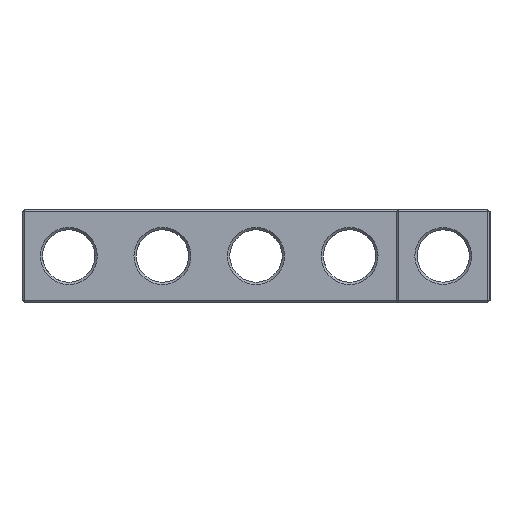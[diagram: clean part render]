
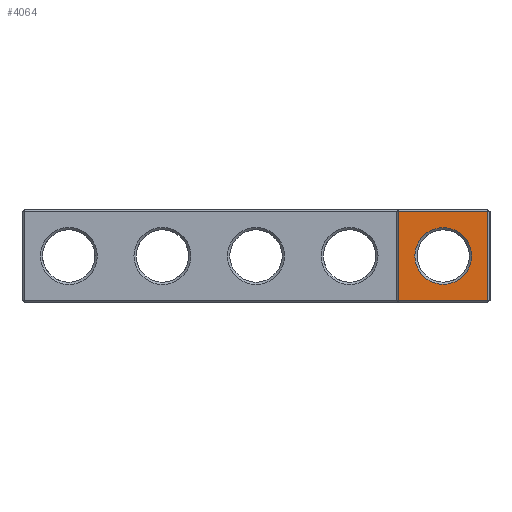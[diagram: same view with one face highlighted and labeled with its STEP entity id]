
A CAD part, left-side view. The second image highlights one B-rep face of the part: STEP entity #4064.
In plain terms, the highlighted planar face has unit normal (-1, 0, 0).
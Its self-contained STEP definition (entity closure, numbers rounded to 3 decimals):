
#326 = PLANE('',#327);
#327 = AXIS2_PLACEMENT_3D('',#328,#329,#330);
#328 = CARTESIAN_POINT('',(-81.1,6.1,0.));
#329 = DIRECTION('',(0.707,-0.707,0.)
  );
#330 = DIRECTION('',(0.,0.,-1.));
#1120 = VERTEX_POINT('',#1121);
#1121 = CARTESIAN_POINT('',(-81.25,5.95,0.3));
#1142 = EDGE_CURVE('',#1120,#1143,#1145,.T.);
#1143 = VERTEX_POINT('',#1144);
#1144 = CARTESIAN_POINT('',(-81.25,5.95,12.2));
#1145 = SURFACE_CURVE('',#1146,(#1150,#1157),.PCURVE_S1.);
#1146 = LINE('',#1147,#1148);
#1147 = CARTESIAN_POINT('',(-81.25,5.95,0.));
#1148 = VECTOR('',#1149,1.);
#1149 = DIRECTION('',(0.,0.,1.));
#1150 = PCURVE('',#326,#1151);
#1151 = DEFINITIONAL_REPRESENTATION('',(#1152),#1156);
#1152 = LINE('',#1153,#1154);
#1153 = CARTESIAN_POINT('',(0.,-0.212));
#1154 = VECTOR('',#1155,1.);
#1155 = DIRECTION('',(-1.,0.));
#1156 = ( GEOMETRIC_REPRESENTATION_CONTEXT(2) 
PARAMETRIC_REPRESENTATION_CONTEXT() REPRESENTATION_CONTEXT('2D SPACE',''
  ) );
#1157 = PCURVE('',#1158,#1163);
#1158 = PLANE('',#1159);
#1159 = AXIS2_PLACEMENT_3D('',#1160,#1161,#1162);
#1160 = CARTESIAN_POINT('',(-81.25,6.25,0.));
#1161 = DIRECTION('',(1.,0.,0.));
#1162 = DIRECTION('',(0.,-1.,0.));
#1163 = DEFINITIONAL_REPRESENTATION('',(#1164),#1168);
#1164 = LINE('',#1165,#1166);
#1165 = CARTESIAN_POINT('',(0.3,0.));
#1166 = VECTOR('',#1167,1.);
#1167 = DIRECTION('',(0.,-1.));
#1168 = ( GEOMETRIC_REPRESENTATION_CONTEXT(2) 
PARAMETRIC_REPRESENTATION_CONTEXT() REPRESENTATION_CONTEXT('2D SPACE',''
  ) );
#1569 = PLANE('',#1570);
#1570 = AXIS2_PLACEMENT_3D('',#1571,#1572,#1573);
#1571 = CARTESIAN_POINT('',(-81.1,6.25,0.15));
#1572 = DIRECTION('',(0.707,0.,0.707)
  );
#1573 = DIRECTION('',(0.,-1.,0.));
#2321 = PLANE('',#2322);
#2322 = AXIS2_PLACEMENT_3D('',#2323,#2324,#2325);
#2323 = CARTESIAN_POINT('',(-81.1,6.25,12.35));
#2324 = DIRECTION('',(-0.707,0.,0.707
    ));
#2325 = DIRECTION('',(0.,-1.,0.));
#4064 = ADVANCED_FACE('',(#4065,#4140),#1158,.F.);
#4065 = FACE_BOUND('',#4066,.F.);
#4066 = EDGE_LOOP('',(#4067,#4097,#4118,#4119));
#4067 = ORIENTED_EDGE('',*,*,#4068,.F.);
#4068 = EDGE_CURVE('',#4069,#4071,#4073,.T.);
#4069 = VERTEX_POINT('',#4070);
#4070 = CARTESIAN_POINT('',(-81.25,-5.95,0.3));
#4071 = VERTEX_POINT('',#4072);
#4072 = CARTESIAN_POINT('',(-81.25,-5.95,12.2));
#4073 = SURFACE_CURVE('',#4074,(#4078,#4085),.PCURVE_S1.);
#4074 = LINE('',#4075,#4076);
#4075 = CARTESIAN_POINT('',(-81.25,-5.95,0.));
#4076 = VECTOR('',#4077,1.);
#4077 = DIRECTION('',(0.,0.,1.));
#4078 = PCURVE('',#1158,#4079);
#4079 = DEFINITIONAL_REPRESENTATION('',(#4080),#4084);
#4080 = LINE('',#4081,#4082);
#4081 = CARTESIAN_POINT('',(12.2,0.));
#4082 = VECTOR('',#4083,1.);
#4083 = DIRECTION('',(0.,-1.));
#4084 = ( GEOMETRIC_REPRESENTATION_CONTEXT(2) 
PARAMETRIC_REPRESENTATION_CONTEXT() REPRESENTATION_CONTEXT('2D SPACE',''
  ) );
#4085 = PCURVE('',#4086,#4091);
#4086 = PLANE('',#4087);
#4087 = AXIS2_PLACEMENT_3D('',#4088,#4089,#4090);
#4088 = CARTESIAN_POINT('',(-81.1,-6.1,0.));
#4089 = DIRECTION('',(-0.707,-0.707,0.
    ));
#4090 = DIRECTION('',(0.,0.,1.));
#4091 = DEFINITIONAL_REPRESENTATION('',(#4092),#4096);
#4092 = LINE('',#4093,#4094);
#4093 = CARTESIAN_POINT('',(0.,0.212));
#4094 = VECTOR('',#4095,1.);
#4095 = DIRECTION('',(1.,0.));
#4096 = ( GEOMETRIC_REPRESENTATION_CONTEXT(2) 
PARAMETRIC_REPRESENTATION_CONTEXT() REPRESENTATION_CONTEXT('2D SPACE',''
  ) );
#4097 = ORIENTED_EDGE('',*,*,#4098,.F.);
#4098 = EDGE_CURVE('',#1120,#4069,#4099,.T.);
#4099 = SURFACE_CURVE('',#4100,(#4104,#4111),.PCURVE_S1.);
#4100 = LINE('',#4101,#4102);
#4101 = CARTESIAN_POINT('',(-81.25,6.25,0.3));
#4102 = VECTOR('',#4103,1.);
#4103 = DIRECTION('',(0.,-1.,0.));
#4104 = PCURVE('',#1158,#4105);
#4105 = DEFINITIONAL_REPRESENTATION('',(#4106),#4110);
#4106 = LINE('',#4107,#4108);
#4107 = CARTESIAN_POINT('',(0.,-0.3));
#4108 = VECTOR('',#4109,1.);
#4109 = DIRECTION('',(1.,0.));
#4110 = ( GEOMETRIC_REPRESENTATION_CONTEXT(2) 
PARAMETRIC_REPRESENTATION_CONTEXT() REPRESENTATION_CONTEXT('2D SPACE',''
  ) );
#4111 = PCURVE('',#1569,#4112);
#4112 = DEFINITIONAL_REPRESENTATION('',(#4113),#4117);
#4113 = LINE('',#4114,#4115);
#4114 = CARTESIAN_POINT('',(0.,-0.212));
#4115 = VECTOR('',#4116,1.);
#4116 = DIRECTION('',(1.,0.));
#4117 = ( GEOMETRIC_REPRESENTATION_CONTEXT(2) 
PARAMETRIC_REPRESENTATION_CONTEXT() REPRESENTATION_CONTEXT('2D SPACE',''
  ) );
#4118 = ORIENTED_EDGE('',*,*,#1142,.T.);
#4119 = ORIENTED_EDGE('',*,*,#4120,.T.);
#4120 = EDGE_CURVE('',#1143,#4071,#4121,.T.);
#4121 = SURFACE_CURVE('',#4122,(#4126,#4133),.PCURVE_S1.);
#4122 = LINE('',#4123,#4124);
#4123 = CARTESIAN_POINT('',(-81.25,6.25,12.2));
#4124 = VECTOR('',#4125,1.);
#4125 = DIRECTION('',(0.,-1.,0.));
#4126 = PCURVE('',#1158,#4127);
#4127 = DEFINITIONAL_REPRESENTATION('',(#4128),#4132);
#4128 = LINE('',#4129,#4130);
#4129 = CARTESIAN_POINT('',(0.,-12.2));
#4130 = VECTOR('',#4131,1.);
#4131 = DIRECTION('',(1.,0.));
#4132 = ( GEOMETRIC_REPRESENTATION_CONTEXT(2) 
PARAMETRIC_REPRESENTATION_CONTEXT() REPRESENTATION_CONTEXT('2D SPACE',''
  ) );
#4133 = PCURVE('',#2321,#4134);
#4134 = DEFINITIONAL_REPRESENTATION('',(#4135),#4139);
#4135 = LINE('',#4136,#4137);
#4136 = CARTESIAN_POINT('',(0.,-0.212));
#4137 = VECTOR('',#4138,1.);
#4138 = DIRECTION('',(1.,0.));
#4139 = ( GEOMETRIC_REPRESENTATION_CONTEXT(2) 
PARAMETRIC_REPRESENTATION_CONTEXT() REPRESENTATION_CONTEXT('2D SPACE',''
  ) );
#4140 = FACE_BOUND('',#4141,.F.);
#4141 = EDGE_LOOP('',(#4142));
#4142 = ORIENTED_EDGE('',*,*,#4143,.T.);
#4143 = EDGE_CURVE('',#4144,#4144,#4146,.T.);
#4144 = VERTEX_POINT('',#4145);
#4145 = CARTESIAN_POINT('',(-81.25,0.,10.04));
#4146 = SURFACE_CURVE('',#4147,(#4152,#4163),.PCURVE_S1.);
#4147 = CIRCLE('',#4148,3.79);
#4148 = AXIS2_PLACEMENT_3D('',#4149,#4150,#4151);
#4149 = CARTESIAN_POINT('',(-81.25,0.,6.25));
#4150 = DIRECTION('',(-1.,0.,0.));
#4151 = DIRECTION('',(0.,0.,1.));
#4152 = PCURVE('',#1158,#4153);
#4153 = DEFINITIONAL_REPRESENTATION('',(#4154),#4162);
#4154 = ( BOUNDED_CURVE() B_SPLINE_CURVE(2,(#4155,#4156,#4157,#4158,
#4159,#4160,#4161),.UNSPECIFIED.,.T.,.F.) B_SPLINE_CURVE_WITH_KNOTS((1,2
    ,2,2,2,1),(-2.094,0.,2.094,4.189,
6.283,8.378),.UNSPECIFIED.) CURVE() 
GEOMETRIC_REPRESENTATION_ITEM() RATIONAL_B_SPLINE_CURVE((1.,0.5,1.,0.5,
1.,0.5,1.)) REPRESENTATION_ITEM('') );
#4155 = CARTESIAN_POINT('',(6.25,-10.04));
#4156 = CARTESIAN_POINT('',(-0.314,-10.04));
#4157 = CARTESIAN_POINT('',(2.968,-4.355));
#4158 = CARTESIAN_POINT('',(6.25,1.33));
#4159 = CARTESIAN_POINT('',(9.532,-4.355));
#4160 = CARTESIAN_POINT('',(12.814,-10.04));
#4161 = CARTESIAN_POINT('',(6.25,-10.04));
#4162 = ( GEOMETRIC_REPRESENTATION_CONTEXT(2) 
PARAMETRIC_REPRESENTATION_CONTEXT() REPRESENTATION_CONTEXT('2D SPACE',''
  ) );
#4163 = PCURVE('',#4164,#4169);
#4164 = CONICAL_SURFACE('',#4165,3.49,0.785);
#4165 = AXIS2_PLACEMENT_3D('',#4166,#4167,#4168);
#4166 = CARTESIAN_POINT('',(-80.95,0.,6.25));
#4167 = DIRECTION('',(-1.,-0.,0.));
#4168 = DIRECTION('',(0.,0.,1.));
#4169 = DEFINITIONAL_REPRESENTATION('',(#4170),#4174);
#4170 = LINE('',#4171,#4172);
#4171 = CARTESIAN_POINT('',(0.,0.3));
#4172 = VECTOR('',#4173,1.);
#4173 = DIRECTION('',(1.,0.));
#4174 = ( GEOMETRIC_REPRESENTATION_CONTEXT(2) 
PARAMETRIC_REPRESENTATION_CONTEXT() REPRESENTATION_CONTEXT('2D SPACE',''
  ) );
